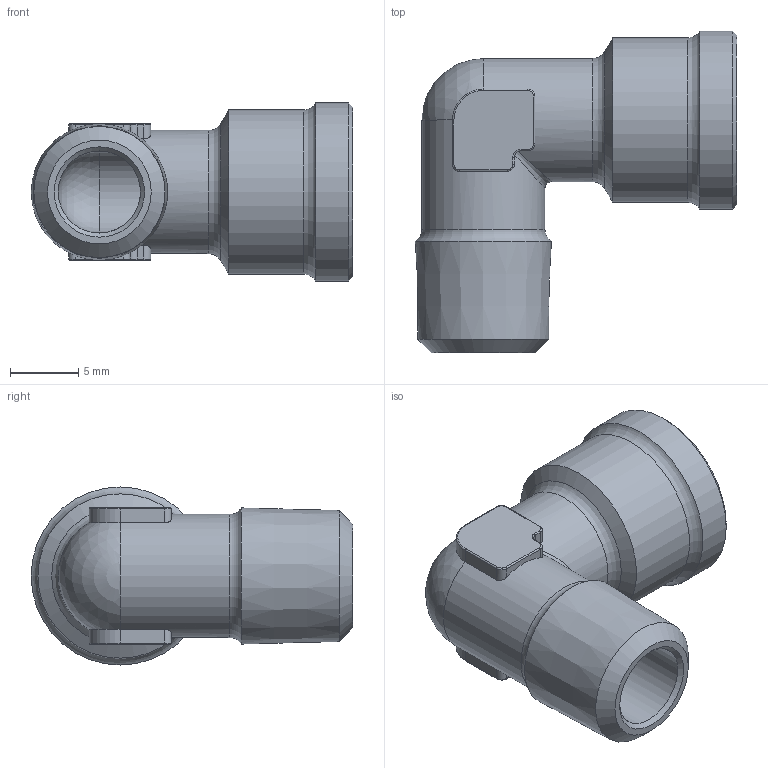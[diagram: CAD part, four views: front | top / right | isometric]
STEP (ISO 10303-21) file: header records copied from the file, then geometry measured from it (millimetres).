
FILE_DESCRIPTION(( 'RAL.22.18.18.stp' ), '1');
FILE_NAME( 'RAL.22.18.18.stp', '2021-02-22T10:31:51',( 'Sopra'),('sopra-pneumatic.com'), 'SwSTEP 2.0','SolidWorks 2009','' );
FILE_SCHEMA( ( 'CONFIG_CONTROL_DESIGN' ) );
Length unit declared in the file: millimetre
Products named in the file (1): NONE
Bounding box: 23.47 x 23.5 x 13 mm (x, y, z)
Volume: 1640.9 mm3; surface area: 2001.8 mm2
Topology: 1 solids, 1 shells, 72 faces, 174 edges, 102 vertices
Faces by surface type: cylinder 31, plane 16, torus 15, cone 7, sphere 2, bspline 1
Full cylindrical faces by diameter (mm): 6 x2, 8.5 x1, 9 x2, 12 x1, 13 x1
Entity records: 2156 total; most frequent: CARTESIAN_POINT 544, DIRECTION 350, ORIENTED_EDGE 296, EDGE_CURVE 148, AXIS2_PLACEMENT_3D 147, VERTEX_POINT 95, EDGE_LOOP 91, FACE_OUTER_BOUND 82
